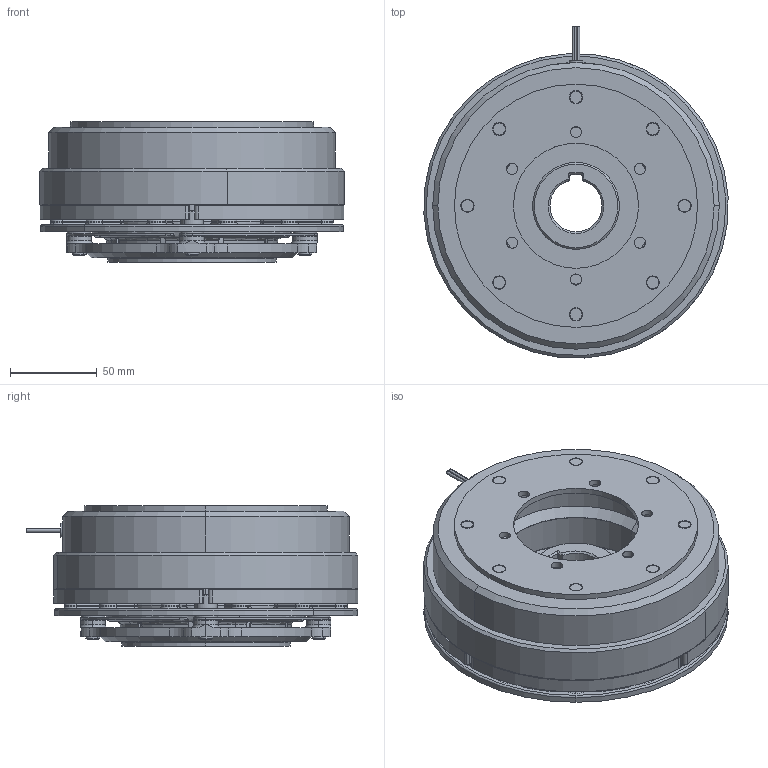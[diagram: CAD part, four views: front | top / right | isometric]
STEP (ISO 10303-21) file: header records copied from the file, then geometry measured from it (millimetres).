
FILE_DESCRIPTION (( 'STEP AP203' ), '1' );
FILE_NAME ('MSB10.STEP', '2017-06-26T02:26:57', ( '新井重治' ), ( '小倉クラッチ' ), 'SwSTEP 2.0', 'SolidWorks 2009', '' );
FILE_SCHEMA (( 'CONFIG_CONTROL_DESIGN' ));
Length unit declared in the file: millimetre
Products named in the file (1): MSB10
Bounding box: 175.09 x 191.05 x 81.1 mm (x, y, z)
Volume: 1121921.6 mm3; surface area: 220944.3 mm2
Topology: 2 solids, 29 shells, 1628 faces, 4049 edges, 2544 vertices
Faces by surface type: cylinder 868, plane 444, torus 218, cone 98
Entity records: 51194 total; most frequent: CARTESIAN_POINT 10924, DIRECTION 9115, ORIENTED_EDGE 8058, EDGE_CURVE 4029, AXIS2_PLACEMENT_3D 3811, VERTEX_POINT 2544, CIRCLE 2182, EDGE_LOOP 1899
